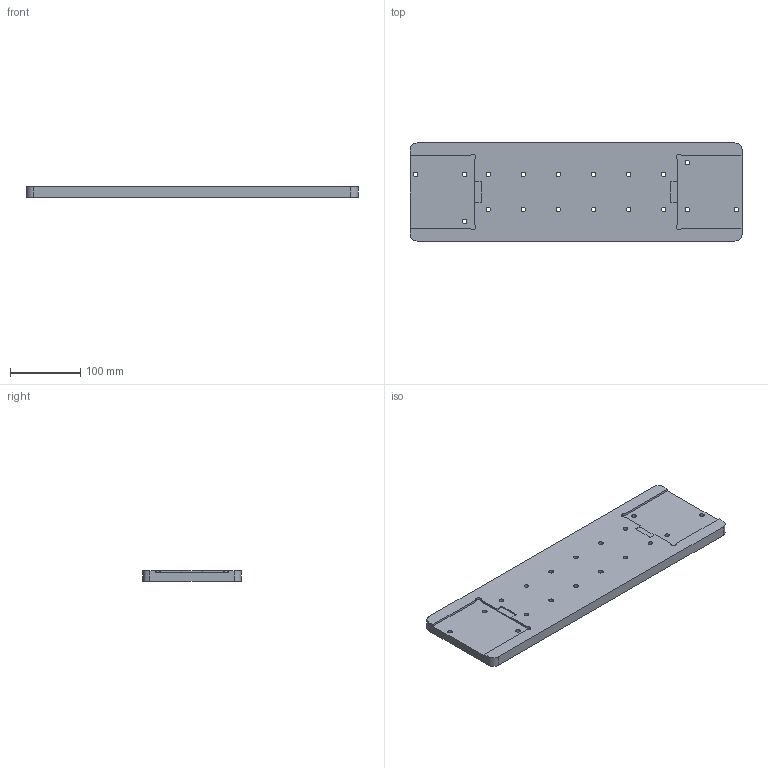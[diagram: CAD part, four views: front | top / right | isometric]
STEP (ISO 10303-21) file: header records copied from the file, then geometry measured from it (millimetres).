
FILE_DESCRIPTION (( 'STEP AP203' ), '1' );
FILE_NAME ('DP24110.step', '2021-10-21T14:10:37', ( '' ), ( '' ), 'SwSTEP 2.0', 'SolidWorks 2021', '' );
FILE_SCHEMA (( 'CONFIG_CONTROL_DESIGN' ));
Length unit declared in the file: millimetre
Products named in the file (1): DP24110
Bounding box: 473.7 x 140 x 15 mm (x, y, z)
Volume: 923769 mm3; surface area: 156363.8 mm2
Topology: 1 solids, 1 shells, 98 faces, 270 edges, 180 vertices
Faces by surface type: cylinder 70, plane 28
Entity records: 3343 total; most frequent: DIRECTION 608, CARTESIAN_POINT 549, ORIENTED_EDGE 540, EDGE_CURVE 270, AXIS2_PLACEMENT_3D 239, VERTEX_POINT 180, EDGE_LOOP 140, CIRCLE 140
